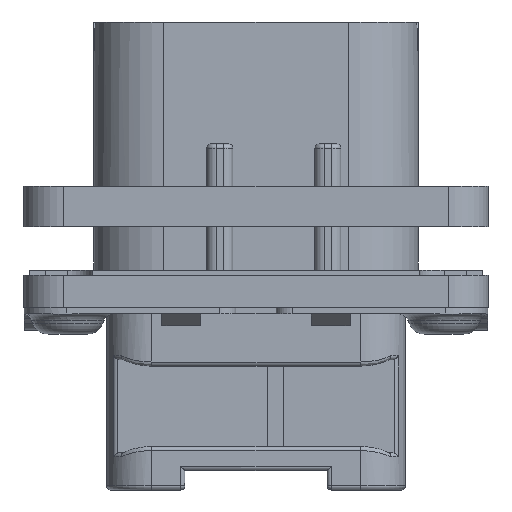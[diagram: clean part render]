
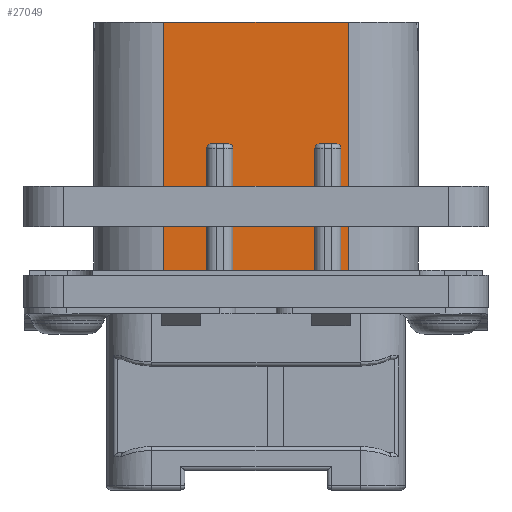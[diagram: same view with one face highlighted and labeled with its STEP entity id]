
A CAD part, front view. The second image highlights one B-rep face of the part: STEP entity #27049.
In plain terms, the highlighted planar face has unit normal (0, -1, 0).
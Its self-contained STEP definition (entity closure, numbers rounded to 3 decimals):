
#1218=DIRECTION('',(1.,0.,0.));
#1219=VECTOR('',#1218,11.4);
#1220=CARTESIAN_POINT('',(-5.7,-9.,17.67));
#1221=LINE('',#1220,#1219);
#1437=DIRECTION('',(0.,0.,1.));
#1438=VECTOR('',#1437,7.87);
#1439=CARTESIAN_POINT('',(-1.44,-9.,2.));
#1440=LINE('',#1439,#1438);
#1441=DIRECTION('',(1.,0.,0.));
#1442=VECTOR('',#1441,1.1);
#1443=CARTESIAN_POINT('',(-2.79,-9.,10.12));
#1444=LINE('',#1443,#1442);
#1445=DIRECTION('',(0.,0.,1.));
#1446=VECTOR('',#1445,7.87);
#1447=CARTESIAN_POINT('',(-3.04,-9.,2.));
#1448=LINE('',#1447,#1446);
#1449=DIRECTION('',(0.,0.,-1.));
#1450=VECTOR('',#1449,15.67);
#1451=CARTESIAN_POINT('',(-5.7,-9.,17.67));
#1452=LINE('',#1451,#1450);
#1453=DIRECTION('',(0.,0.,-1.));
#1454=VECTOR('',#1453,15.67);
#1455=CARTESIAN_POINT('',(5.7,-9.,17.67));
#1456=LINE('',#1455,#1454);
#1457=DIRECTION('',(0.,0.,1.));
#1458=VECTOR('',#1457,7.87);
#1459=CARTESIAN_POINT('',(5.25,-9.,2.));
#1460=LINE('',#1459,#1458);
#1461=DIRECTION('',(1.,0.,0.));
#1462=VECTOR('',#1461,1.1);
#1463=CARTESIAN_POINT('',(3.9,-9.,10.12));
#1464=LINE('',#1463,#1462);
#1465=DIRECTION('',(0.,0.,1.));
#1466=VECTOR('',#1465,7.87);
#1467=CARTESIAN_POINT('',(3.65,-9.,2.));
#1468=LINE('',#1467,#1466);
#1482=CARTESIAN_POINT('',(-1.69,-9.,9.87));
#1483=DIRECTION('',(0.,1.,0.));
#1484=DIRECTION('',(0.,0.,1.));
#1485=AXIS2_PLACEMENT_3D('',#1482,#1483,#1484);
#1565=DIRECTION('',(1.,0.,0.));
#1566=VECTOR('',#1565,5.09);
#1567=CARTESIAN_POINT('',(-1.44,-9.,2.));
#1568=LINE('',#1567,#1566);
#1581=CARTESIAN_POINT('',(3.9,-9.,9.87));
#1582=DIRECTION('',(0.,1.,0.));
#1583=DIRECTION('',(-1.,0.,0.));
#1584=AXIS2_PLACEMENT_3D('',#1581,#1582,#1583);
#1613=CARTESIAN_POINT('',(5.,-9.,9.87));
#1614=DIRECTION('',(0.,1.,0.));
#1615=DIRECTION('',(0.,0.,1.));
#1616=AXIS2_PLACEMENT_3D('',#1613,#1614,#1615);
#1634=DIRECTION('',(1.,0.,0.));
#1635=VECTOR('',#1634,0.45);
#1636=CARTESIAN_POINT('',(5.25,-9.,2.));
#1637=LINE('',#1636,#1635);
#4187=DIRECTION('',(1.,0.,0.));
#4188=VECTOR('',#4187,2.66);
#4189=CARTESIAN_POINT('',(-5.7,-9.,2.));
#4190=LINE('',#4189,#4188);
#10403=CARTESIAN_POINT('',(-2.79,-9.,9.87));
#10404=DIRECTION('',(0.,1.,0.));
#10405=DIRECTION('',(-1.,0.,0.));
#10406=AXIS2_PLACEMENT_3D('',#10403,#10404,#10405);
#21553=CARTESIAN_POINT('',(-5.7,-9.,17.67));
#21554=CARTESIAN_POINT('',(-5.7,-9.,2.));
#21555=VERTEX_POINT('',#21553);
#21556=VERTEX_POINT('',#21554);
#21557=CARTESIAN_POINT('',(5.7,-9.,17.67));
#21558=CARTESIAN_POINT('',(5.7,-9.,2.));
#21559=VERTEX_POINT('',#21557);
#21560=VERTEX_POINT('',#21558);
#23542=CARTESIAN_POINT('',(-3.04,-9.,2.));
#23543=VERTEX_POINT('',#23542);
#23544=CARTESIAN_POINT('',(-1.44,-9.,2.));
#23545=CARTESIAN_POINT('',(3.65,-9.,2.));
#23546=VERTEX_POINT('',#23544);
#23547=VERTEX_POINT('',#23545);
#23548=CARTESIAN_POINT('',(5.25,-9.,2.));
#23549=VERTEX_POINT('',#23548);
#23631=CARTESIAN_POINT('',(-1.44,-9.,9.87));
#23633=VERTEX_POINT('',#23631);
#23635=CARTESIAN_POINT('',(-1.69,-9.,10.12));
#23637=VERTEX_POINT('',#23635);
#23650=CARTESIAN_POINT('',(-2.79,-9.,10.12));
#23651=VERTEX_POINT('',#23650);
#23652=CARTESIAN_POINT('',(-3.04,-9.,9.87));
#23653=VERTEX_POINT('',#23652);
#23655=CARTESIAN_POINT('',(5.25,-9.,9.87));
#23657=VERTEX_POINT('',#23655);
#23659=CARTESIAN_POINT('',(5.,-9.,10.12));
#23661=VERTEX_POINT('',#23659);
#23674=CARTESIAN_POINT('',(3.9,-9.,10.12));
#23675=VERTEX_POINT('',#23674);
#23676=CARTESIAN_POINT('',(3.65,-9.,9.87));
#23677=VERTEX_POINT('',#23676);
#27012=CARTESIAN_POINT('',(-10.05,-9.,2.));
#27013=DIRECTION('',(0.,-1.,0.));
#27014=DIRECTION('',(1.,0.,0.));
#27015=AXIS2_PLACEMENT_3D('',#27012,#27013,#27014);
#27016=PLANE('',#27015);
#27018=ORIENTED_EDGE('',*,*,#27017,.T.);
#27020=ORIENTED_EDGE('',*,*,#27019,.F.);
#27022=ORIENTED_EDGE('',*,*,#27021,.F.);
#27024=ORIENTED_EDGE('',*,*,#27023,.F.);
#27026=ORIENTED_EDGE('',*,*,#27025,.F.);
#27028=ORIENTED_EDGE('',*,*,#27027,.F.);
#27030=ORIENTED_EDGE('',*,*,#27029,.F.);
#27031=ORIENTED_EDGE('',*,*,#26899,.T.);
#27032=ORIENTED_EDGE('',*,*,#26809,.T.);
#27034=ORIENTED_EDGE('',*,*,#27033,.F.);
#27036=ORIENTED_EDGE('',*,*,#27035,.T.);
#27038=ORIENTED_EDGE('',*,*,#27037,.F.);
#27040=ORIENTED_EDGE('',*,*,#27039,.F.);
#27042=ORIENTED_EDGE('',*,*,#27041,.F.);
#27044=ORIENTED_EDGE('',*,*,#27043,.F.);
#27046=ORIENTED_EDGE('',*,*,#27045,.F.);
#27047=EDGE_LOOP('',(#27018,#27020,#27022,#27024,#27026,#27028,#27030,#27031,
#27032,#27034,#27036,#27038,#27040,#27042,#27044,#27046));
#27048=FACE_OUTER_BOUND('',#27047,.F.);
#27049=ADVANCED_FACE('',(#27048),#27016,.T.);
#1486=CIRCLE('',#1485,0.25);
#1585=CIRCLE('',#1584,0.25);
#1617=CIRCLE('',#1616,0.25);
#10407=CIRCLE('',#10406,0.25);
#26809=EDGE_CURVE('',#21559,#21560,#1456,.T.);
#26899=EDGE_CURVE('',#21555,#21559,#1221,.T.);
#27017=EDGE_CURVE('',#23546,#23633,#1440,.T.);
#27019=EDGE_CURVE('',#23637,#23633,#1486,.T.);
#27021=EDGE_CURVE('',#23651,#23637,#1444,.T.);
#27023=EDGE_CURVE('',#23653,#23651,#10407,.T.);
#27025=EDGE_CURVE('',#23543,#23653,#1448,.T.);
#27027=EDGE_CURVE('',#21556,#23543,#4190,.T.);
#27029=EDGE_CURVE('',#21555,#21556,#1452,.T.);
#27033=EDGE_CURVE('',#23549,#21560,#1637,.T.);
#27035=EDGE_CURVE('',#23549,#23657,#1460,.T.);
#27037=EDGE_CURVE('',#23661,#23657,#1617,.T.);
#27039=EDGE_CURVE('',#23675,#23661,#1464,.T.);
#27041=EDGE_CURVE('',#23677,#23675,#1585,.T.);
#27043=EDGE_CURVE('',#23547,#23677,#1468,.T.);
#27045=EDGE_CURVE('',#23546,#23547,#1568,.T.);
